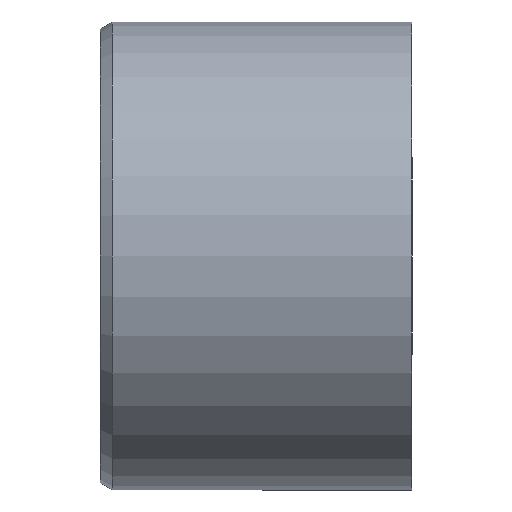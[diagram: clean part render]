
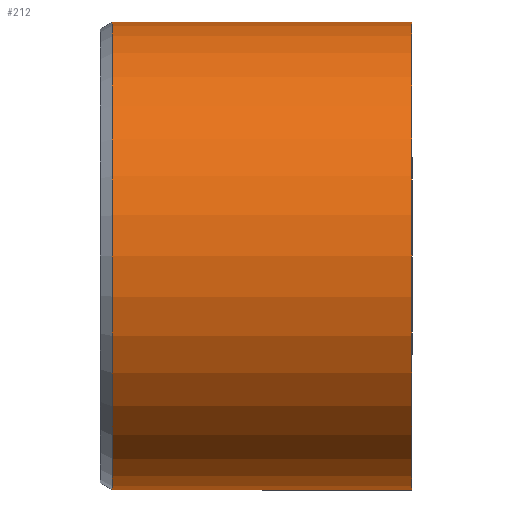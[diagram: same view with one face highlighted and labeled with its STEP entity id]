
A CAD part, left-side view. The second image highlights one B-rep face of the part: STEP entity #212.
In plain terms, the highlighted cylindrical face has radius 9.525 mm (diameter 19.05 mm), a partial arc.
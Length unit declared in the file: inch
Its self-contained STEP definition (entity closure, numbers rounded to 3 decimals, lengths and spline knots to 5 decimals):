
#5 = EDGE_LOOP ( 'NONE', ( #112, #97, #119, #235 ) ) ;
#6 = CARTESIAN_POINT ( 'NONE',  ( 0., 0.4803, 0. ) ) ;
#11 = CARTESIAN_POINT ( 'NONE',  ( 0., 0.84409, 0. ) ) ;
#18 = DIRECTION ( 'NONE',  ( 0., 1., 0. ) ) ;
#26 = DIRECTION ( 'NONE',  ( 0., -1., 0. ) ) ;
#31 = EDGE_CURVE ( 'NONE', #69, #146, #210, .T. ) ;
#35 = DIRECTION ( 'NONE',  ( 0., 1., 0. ) ) ;
#42 = AXIS2_PLACEMENT_3D ( 'NONE', #11, #226, #225 ) ;
#69 = VERTEX_POINT ( 'NONE', #71 ) ;
#71 = CARTESIAN_POINT ( 'NONE',  ( 0., 0.4803, 0.375 ) ) ;
#79 = FACE_OUTER_BOUND ( 'NONE', #5, .T. ) ;
#93 = VECTOR ( 'NONE', #99, 39.37008 ) ;
#97 = ORIENTED_EDGE ( 'NONE', *, *, #274, .T. ) ;
#99 = DIRECTION ( 'NONE',  ( 0., 1., 0. ) ) ;
#100 = EDGE_CURVE ( 'NONE', #182, #146, #260, .T. ) ;
#112 = ORIENTED_EDGE ( 'NONE', *, *, #100, .F. ) ;
#119 = ORIENTED_EDGE ( 'NONE', *, *, #194, .T. ) ;
#126 = AXIS2_PLACEMENT_3D ( 'NONE', #252, #18, #273 ) ;
#146 = VERTEX_POINT ( 'NONE', #266 ) ;
#150 = CIRCLE ( 'NONE', #126, 0.375 ) ;
#174 = CARTESIAN_POINT ( 'NONE',  ( 0., 0., -0.375 ) ) ;
#181 = VECTOR ( 'NONE', #35, 39.37008 ) ;
#182 = VERTEX_POINT ( 'NONE', #174 ) ;
#184 = AXIS2_PLACEMENT_3D ( 'NONE', #6, #26, #190 ) ;
#187 = LINE ( 'NONE', #224, #181 ) ;
#190 = DIRECTION ( 'NONE',  ( 0., 0., -1. ) ) ;
#194 = EDGE_CURVE ( 'NONE', #209, #69, #187, .T. ) ;
#209 = VERTEX_POINT ( 'NONE', #248 ) ;
#210 = CIRCLE ( 'NONE', #184, 0.375 ) ;
#212 = ADVANCED_FACE ( 'NONE', ( #79 ), #280, .T. ) ;
#224 = CARTESIAN_POINT ( 'NONE',  ( 0., 0.84409, 0.375 ) ) ;
#225 = DIRECTION ( 'NONE',  ( 0., 0., 1. ) ) ;
#226 = DIRECTION ( 'NONE',  ( 0., 1., 0. ) ) ;
#235 = ORIENTED_EDGE ( 'NONE', *, *, #31, .T. ) ;
#248 = CARTESIAN_POINT ( 'NONE',  ( 0., 0., 0.375 ) ) ;
#252 = CARTESIAN_POINT ( 'NONE',  ( 0., 0., 0. ) ) ;
#260 = LINE ( 'NONE', #289, #93 ) ;
#266 = CARTESIAN_POINT ( 'NONE',  ( 0., 0.4803, -0.375 ) ) ;
#273 = DIRECTION ( 'NONE',  ( 0., 0., 1. ) ) ;
#274 = EDGE_CURVE ( 'NONE', #182, #209, #150, .T. ) ;
#280 = CYLINDRICAL_SURFACE ( 'NONE', #42, 0.375 ) ;
#289 = CARTESIAN_POINT ( 'NONE',  ( 0., 0.84409, -0.375 ) ) ;
